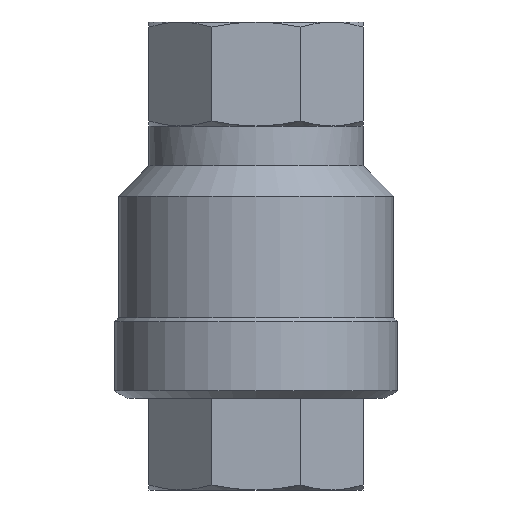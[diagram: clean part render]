
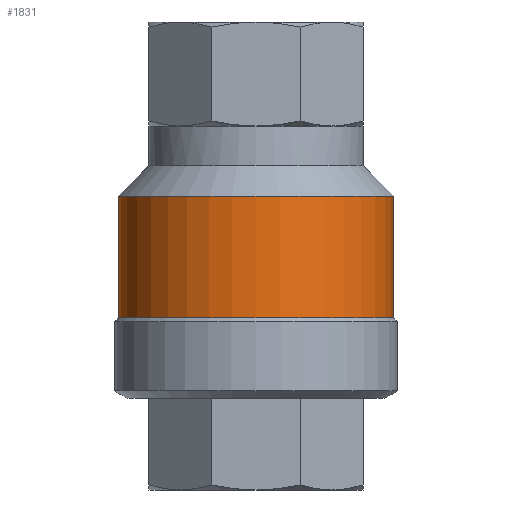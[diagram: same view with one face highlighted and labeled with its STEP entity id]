
A CAD part, front view. The second image highlights one B-rep face of the part: STEP entity #1831.
In plain terms, the highlighted cylindrical face has radius 35.25 mm (diameter 70.5 mm), a full revolution.
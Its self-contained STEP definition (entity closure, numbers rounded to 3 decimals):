
#21=CYLINDRICAL_SURFACE('',#1976,35.25);
#92=CIRCLE('',#1977,35.25);
#93=CIRCLE('',#1978,35.25);
#511=ORIENTED_EDGE('',*,*,#1041,.F.);
#512=ORIENTED_EDGE('',*,*,#1042,.F.);
#513=ORIENTED_EDGE('',*,*,#1043,.T.);
#1041=EDGE_CURVE('',#1301,#1301,#92,.T.);
#1042=EDGE_CURVE('',#1302,#1302,#1420,.T.);
#1043=EDGE_CURVE('',#1303,#1303,#93,.T.);
#1301=VERTEX_POINT('',#2850);
#1302=VERTEX_POINT('',#2872);
#1303=VERTEX_POINT('',#2874);
#1420=B_SPLINE_CURVE_WITH_KNOTS('',3,(#2851,#2852,#2853,#2854,#2855,#2856,
#2857,#2858,#2859,#2860,#2861,#2862,#2863,#2864,#2865,#2866,#2867,#2868,
#2869,#2870,#2871),.UNSPECIFIED.,.T.,.F.,(1,1,1,1,1,1,1,1,1,1,1,1,1,1,1,
1,1,1,1,1,1,1,1,1,1),(-0.015,-0.01,-0.005,
0.,0.005,0.01,0.015,0.021,
0.026,0.031,0.036,0.041,
0.046,0.051,0.054,0.056,
0.059,0.062,0.067,0.072,
0.077,0.082,0.087,0.092,
0.097),.UNSPECIFIED.);
#1485=EDGE_LOOP('',(#511));
#1486=EDGE_LOOP('',(#512));
#1487=EDGE_LOOP('',(#513));
#1629=FACE_BOUND('',#1485,.T.);
#1630=FACE_BOUND('',#1486,.T.);
#1631=FACE_BOUND('',#1487,.T.);
#1831=ADVANCED_FACE('',(#1629,#1630,#1631),#21,.T.);
#1976=AXIS2_PLACEMENT_3D('',#2848,#2247,#2248);
#1977=AXIS2_PLACEMENT_3D('',#2849,#2249,#2250);
#1978=AXIS2_PLACEMENT_3D('',#2873,#2251,#2252);
#2247=DIRECTION('',(0.,0.,-1.));
#2248=DIRECTION('',(-1.,0.,0.));
#2249=DIRECTION('',(0.,0.,-1.));
#2250=DIRECTION('',(-1.,0.,0.));
#2251=DIRECTION('',(0.,0.,-1.));
#2252=DIRECTION('',(-1.,0.,0.));
#2848=CARTESIAN_POINT('',(0.,0.,-120.));
#2849=CARTESIAN_POINT('',(0.,0.,-75.808));
#2850=CARTESIAN_POINT('',(-35.25,0.,-75.808));
#2851=CARTESIAN_POINT('',(5.141,34.986,-72.307));
#2852=CARTESIAN_POINT('',(0.003,35.382,-73.347));
#2853=CARTESIAN_POINT('',(-5.152,34.985,-72.305));
#2854=CARTESIAN_POINT('',(-9.431,34.034,-69.42));
#2855=CARTESIAN_POINT('',(-12.304,33.054,-65.146));
#2856=CARTESIAN_POINT('',(-13.347,32.622,-60.013));
#2857=CARTESIAN_POINT('',(-12.309,33.052,-54.858));
#2858=CARTESIAN_POINT('',(-9.423,34.037,-50.572));
#2859=CARTESIAN_POINT('',(-5.144,34.986,-47.694));
#2860=CARTESIAN_POINT('',(-0.006,35.382,-46.654));
#2861=CARTESIAN_POINT('',(5.14,34.987,-47.69));
#2862=CARTESIAN_POINT('',(8.718,34.193,-50.101));
#2863=CARTESIAN_POINT('',(10.866,33.544,-52.714));
#2864=CARTESIAN_POINT('',(12.08,33.121,-54.975));
#2865=CARTESIAN_POINT('',(12.826,32.835,-57.414));
#2866=CARTESIAN_POINT('',(13.174,32.695,-60.87));
#2867=CARTESIAN_POINT('',(12.305,33.053,-65.143));
#2868=CARTESIAN_POINT('',(9.425,34.036,-69.428));
#2869=CARTESIAN_POINT('',(5.141,34.986,-72.307));
#2870=CARTESIAN_POINT('',(0.003,35.382,-73.347));
#2871=CARTESIAN_POINT('',(-5.152,34.985,-72.305));
#2872=CARTESIAN_POINT('',(0.,35.25,-73.));
#2873=CARTESIAN_POINT('',(0.,0.,-44.658));
#2874=CARTESIAN_POINT('',(-35.25,0.,-44.658));
